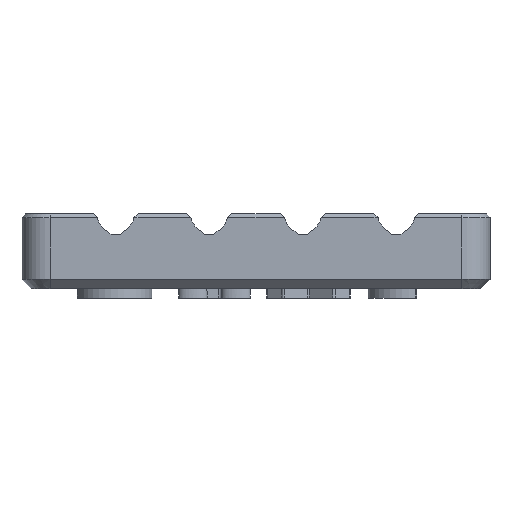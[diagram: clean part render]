
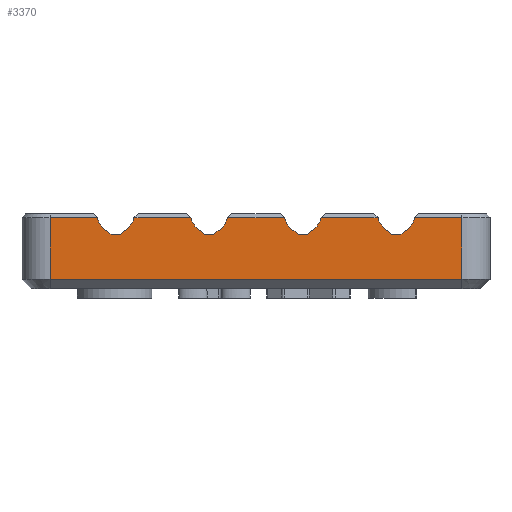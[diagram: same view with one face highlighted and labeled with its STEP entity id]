
A CAD part, front view. The second image highlights one B-rep face of the part: STEP entity #3370.
In plain terms, the highlighted planar face has unit normal (0, -1, 0).
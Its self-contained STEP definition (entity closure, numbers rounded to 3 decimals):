
#143=PLANE('',#3616);
#269=FACE_OUTER_BOUND('',#465,.T.);
#465=EDGE_LOOP('',(#2419,#2420,#2421,#2422,#2423,#2424,#2425,#2426,#2427,
#2428,#2429,#2430,#2431,#2432,#2433,#2434,#2435,#2436,#2437,#2438,#2439,
#2440,#2441,#2442,#2443,#2444,#2445,#2446));
#669=LINE('',#5055,#1015);
#671=LINE('',#5062,#1017);
#702=LINE('',#5148,#1048);
#705=LINE('',#5158,#1051);
#706=LINE('',#5160,#1052);
#707=LINE('',#5162,#1053);
#708=LINE('',#5166,#1054);
#709=LINE('',#5168,#1055);
#710=LINE('',#5170,#1056);
#711=LINE('',#5174,#1057);
#712=LINE('',#5178,#1058);
#713=LINE('',#5180,#1059);
#714=LINE('',#5182,#1060);
#715=LINE('',#5186,#1061);
#716=LINE('',#5190,#1062);
#717=LINE('',#5192,#1063);
#718=LINE('',#5193,#1064);
#719=LINE('',#5197,#1065);
#720=LINE('',#5199,#1066);
#721=LINE('',#5201,#1067);
#1015=VECTOR('',#3987,10.);
#1017=VECTOR('',#3995,10.);
#1048=VECTOR('',#4062,10.);
#1051=VECTOR('',#4075,10.);
#1052=VECTOR('',#4076,10.);
#1053=VECTOR('',#4077,10.);
#1054=VECTOR('',#4080,10.);
#1055=VECTOR('',#4081,10.);
#1056=VECTOR('',#4082,10.);
#1057=VECTOR('',#4085,10.);
#1058=VECTOR('',#4088,10.);
#1059=VECTOR('',#4089,10.);
#1060=VECTOR('',#4090,10.);
#1061=VECTOR('',#4093,10.);
#1062=VECTOR('',#4096,10.);
#1063=VECTOR('',#4097,10.);
#1064=VECTOR('',#4098,10.);
#1065=VECTOR('',#4101,10.);
#1066=VECTOR('',#4102,10.);
#1067=VECTOR('',#4103,10.);
#1363=CIRCLE('',#3615,2.);
#1364=CIRCLE('',#3617,2.);
#1365=CIRCLE('',#3618,2.);
#1366=CIRCLE('',#3619,2.);
#1367=CIRCLE('',#3620,2.);
#1368=CIRCLE('',#3621,2.);
#1369=CIRCLE('',#3622,2.);
#1370=CIRCLE('',#3623,2.);
#1489=VERTEX_POINT('',#5050);
#1490=VERTEX_POINT('',#5054);
#1492=VERTEX_POINT('',#5060);
#1528=VERTEX_POINT('',#5146);
#1529=VERTEX_POINT('',#5147);
#1530=VERTEX_POINT('',#5153);
#1531=VERTEX_POINT('',#5157);
#1532=VERTEX_POINT('',#5159);
#1533=VERTEX_POINT('',#5161);
#1534=VERTEX_POINT('',#5163);
#1535=VERTEX_POINT('',#5165);
#1536=VERTEX_POINT('',#5167);
#1537=VERTEX_POINT('',#5169);
#1538=VERTEX_POINT('',#5171);
#1539=VERTEX_POINT('',#5173);
#1540=VERTEX_POINT('',#5175);
#1541=VERTEX_POINT('',#5177);
#1542=VERTEX_POINT('',#5179);
#1543=VERTEX_POINT('',#5181);
#1544=VERTEX_POINT('',#5183);
#1545=VERTEX_POINT('',#5185);
#1546=VERTEX_POINT('',#5187);
#1547=VERTEX_POINT('',#5189);
#1548=VERTEX_POINT('',#5191);
#1549=VERTEX_POINT('',#5194);
#1550=VERTEX_POINT('',#5196);
#1551=VERTEX_POINT('',#5198);
#1552=VERTEX_POINT('',#5200);
#1825=EDGE_CURVE('',#1489,#1490,#669,.T.);
#1829=EDGE_CURVE('',#1492,#1489,#671,.T.);
#1871=EDGE_CURVE('',#1528,#1529,#702,.T.);
#1875=EDGE_CURVE('',#1530,#1529,#1363,.T.);
#1877=EDGE_CURVE('',#1531,#1492,#705,.T.);
#1878=EDGE_CURVE('',#1532,#1531,#706,.T.);
#1879=EDGE_CURVE('',#1533,#1532,#707,.T.);
#1880=EDGE_CURVE('',#1533,#1534,#1364,.T.);
#1881=EDGE_CURVE('',#1534,#1535,#708,.T.);
#1882=EDGE_CURVE('',#1535,#1536,#709,.T.);
#1883=EDGE_CURVE('',#1536,#1537,#710,.T.);
#1884=EDGE_CURVE('',#1537,#1538,#1365,.T.);
#1885=EDGE_CURVE('',#1539,#1538,#711,.T.);
#1886=EDGE_CURVE('',#1539,#1540,#1366,.T.);
#1887=EDGE_CURVE('',#1540,#1541,#712,.T.);
#1888=EDGE_CURVE('',#1541,#1542,#713,.T.);
#1889=EDGE_CURVE('',#1542,#1543,#714,.T.);
#1890=EDGE_CURVE('',#1543,#1544,#1367,.T.);
#1891=EDGE_CURVE('',#1545,#1544,#715,.T.);
#1892=EDGE_CURVE('',#1545,#1546,#1368,.T.);
#1893=EDGE_CURVE('',#1546,#1547,#716,.T.);
#1894=EDGE_CURVE('',#1547,#1548,#717,.T.);
#1895=EDGE_CURVE('',#1548,#1530,#718,.T.);
#1896=EDGE_CURVE('',#1528,#1549,#1369,.T.);
#1897=EDGE_CURVE('',#1549,#1550,#719,.T.);
#1898=EDGE_CURVE('',#1550,#1551,#720,.T.);
#1899=EDGE_CURVE('',#1551,#1552,#721,.T.);
#1900=EDGE_CURVE('',#1552,#1490,#1370,.T.);
#2419=ORIENTED_EDGE('',*,*,#1825,.F.);
#2420=ORIENTED_EDGE('',*,*,#1829,.F.);
#2421=ORIENTED_EDGE('',*,*,#1877,.F.);
#2422=ORIENTED_EDGE('',*,*,#1878,.F.);
#2423=ORIENTED_EDGE('',*,*,#1879,.F.);
#2424=ORIENTED_EDGE('',*,*,#1880,.T.);
#2425=ORIENTED_EDGE('',*,*,#1881,.T.);
#2426=ORIENTED_EDGE('',*,*,#1882,.T.);
#2427=ORIENTED_EDGE('',*,*,#1883,.T.);
#2428=ORIENTED_EDGE('',*,*,#1884,.T.);
#2429=ORIENTED_EDGE('',*,*,#1885,.F.);
#2430=ORIENTED_EDGE('',*,*,#1886,.T.);
#2431=ORIENTED_EDGE('',*,*,#1887,.T.);
#2432=ORIENTED_EDGE('',*,*,#1888,.T.);
#2433=ORIENTED_EDGE('',*,*,#1889,.T.);
#2434=ORIENTED_EDGE('',*,*,#1890,.T.);
#2435=ORIENTED_EDGE('',*,*,#1891,.F.);
#2436=ORIENTED_EDGE('',*,*,#1892,.T.);
#2437=ORIENTED_EDGE('',*,*,#1893,.T.);
#2438=ORIENTED_EDGE('',*,*,#1894,.T.);
#2439=ORIENTED_EDGE('',*,*,#1895,.T.);
#2440=ORIENTED_EDGE('',*,*,#1875,.T.);
#2441=ORIENTED_EDGE('',*,*,#1871,.F.);
#2442=ORIENTED_EDGE('',*,*,#1896,.T.);
#2443=ORIENTED_EDGE('',*,*,#1897,.T.);
#2444=ORIENTED_EDGE('',*,*,#1898,.T.);
#2445=ORIENTED_EDGE('',*,*,#1899,.T.);
#2446=ORIENTED_EDGE('',*,*,#1900,.T.);
#3370=ADVANCED_FACE('',(#269),#143,.T.);
#3615=AXIS2_PLACEMENT_3D('',#5154,#4070,#4071);
#3616=AXIS2_PLACEMENT_3D('',#5156,#4073,#4074);
#3617=AXIS2_PLACEMENT_3D('',#5164,#4078,#4079);
#3618=AXIS2_PLACEMENT_3D('',#5172,#4083,#4084);
#3619=AXIS2_PLACEMENT_3D('',#5176,#4086,#4087);
#3620=AXIS2_PLACEMENT_3D('',#5184,#4091,#4092);
#3621=AXIS2_PLACEMENT_3D('',#5188,#4094,#4095);
#3622=AXIS2_PLACEMENT_3D('',#5195,#4099,#4100);
#3623=AXIS2_PLACEMENT_3D('',#5202,#4104,#4105);
#3987=DIRECTION('',(1.,0.,0.));
#3995=DIRECTION('',(0.,0.,1.));
#4062=DIRECTION('',(1.,0.,0.));
#4070=DIRECTION('center_axis',(0.,1.,0.));
#4071=DIRECTION('ref_axis',(1.,0.,0.));
#4073=DIRECTION('center_axis',(0.,-1.,0.));
#4074=DIRECTION('ref_axis',(1.,0.,0.));
#4075=DIRECTION('',(-1.,0.,0.));
#4076=DIRECTION('',(0.,0.,-1.));
#4077=DIRECTION('',(1.,0.,0.));
#4078=DIRECTION('center_axis',(0.,1.,0.));
#4079=DIRECTION('ref_axis',(1.,0.,0.));
#4080=DIRECTION('',(-0.766,0.,-0.643));
#4081=DIRECTION('',(-1.,0.,0.));
#4082=DIRECTION('',(-0.766,0.,0.643));
#4083=DIRECTION('center_axis',(0.,1.,0.));
#4084=DIRECTION('ref_axis',(1.,0.,0.));
#4085=DIRECTION('',(1.,0.,0.));
#4086=DIRECTION('center_axis',(0.,1.,0.));
#4087=DIRECTION('ref_axis',(1.,0.,0.));
#4088=DIRECTION('',(-0.766,0.,-0.643));
#4089=DIRECTION('',(-1.,0.,0.));
#4090=DIRECTION('',(-0.766,0.,0.643));
#4091=DIRECTION('center_axis',(0.,1.,0.));
#4092=DIRECTION('ref_axis',(1.,0.,0.));
#4093=DIRECTION('',(1.,0.,0.));
#4094=DIRECTION('center_axis',(0.,1.,0.));
#4095=DIRECTION('ref_axis',(1.,0.,0.));
#4096=DIRECTION('',(-0.766,0.,-0.643));
#4097=DIRECTION('',(-1.,0.,0.));
#4098=DIRECTION('',(-0.766,0.,0.643));
#4099=DIRECTION('center_axis',(0.,1.,0.));
#4100=DIRECTION('ref_axis',(1.,0.,0.));
#4101=DIRECTION('',(-0.766,0.,-0.643));
#4102=DIRECTION('',(-1.,0.,0.));
#4103=DIRECTION('',(-0.766,0.,0.643));
#4104=DIRECTION('center_axis',(0.,1.,0.));
#4105=DIRECTION('ref_axis',(1.,0.,0.));
#5050=CARTESIAN_POINT('',(3.,0.,5.6));
#5054=CARTESIAN_POINT('',(8.04,0.,5.6));
#5055=CARTESIAN_POINT('',(12.5,0.,5.6));
#5060=CARTESIAN_POINT('',(3.,0.,-1.));
#5062=CARTESIAN_POINT('',(3.,0.,0.));
#5146=CARTESIAN_POINT('',(11.96,0.,5.6));
#5147=CARTESIAN_POINT('',(18.04,0.,5.6));
#5148=CARTESIAN_POINT('',(12.5,0.,5.6));
#5153=CARTESIAN_POINT('',(18.714,0.,4.468));
#5154=CARTESIAN_POINT('Origin',(20.,0.,6.));
#5156=CARTESIAN_POINT('Origin',(0.,0.,0.));
#5157=CARTESIAN_POINT('',(47.,0.,-1.));
#5158=CARTESIAN_POINT('',(12.5,0.,-1.));
#5159=CARTESIAN_POINT('',(47.,0.,5.6));
#5160=CARTESIAN_POINT('',(47.,0.,0.));
#5161=CARTESIAN_POINT('',(41.96,0.,5.6));
#5162=CARTESIAN_POINT('',(12.5,0.,5.6));
#5163=CARTESIAN_POINT('',(41.286,0.,4.468));
#5164=CARTESIAN_POINT('Origin',(40.,0.,6.));
#5165=CARTESIAN_POINT('',(40.49,0.,3.8));
#5166=CARTESIAN_POINT('',(28.072,0.,-6.62));
#5167=CARTESIAN_POINT('',(39.51,0.,3.8));
#5168=CARTESIAN_POINT('',(20.245,0.,3.8));
#5169=CARTESIAN_POINT('',(38.714,0.,4.468));
#5170=CARTESIAN_POINT('',(28.853,0.,12.743));
#5171=CARTESIAN_POINT('',(38.04,0.,5.6));
#5172=CARTESIAN_POINT('Origin',(40.,0.,6.));
#5173=CARTESIAN_POINT('',(31.96,0.,5.6));
#5174=CARTESIAN_POINT('',(12.5,0.,5.6));
#5175=CARTESIAN_POINT('',(31.286,0.,4.468));
#5176=CARTESIAN_POINT('Origin',(30.,0.,6.));
#5177=CARTESIAN_POINT('',(30.49,0.,3.8));
#5178=CARTESIAN_POINT('',(21.006,0.,-4.158));
#5179=CARTESIAN_POINT('',(29.51,0.,3.8));
#5180=CARTESIAN_POINT('',(15.245,0.,3.8));
#5181=CARTESIAN_POINT('',(28.714,0.,4.468));
#5182=CARTESIAN_POINT('',(21.787,0.,10.28));
#5183=CARTESIAN_POINT('',(28.04,0.,5.6));
#5184=CARTESIAN_POINT('Origin',(30.,0.,6.));
#5185=CARTESIAN_POINT('',(21.96,0.,5.6));
#5186=CARTESIAN_POINT('',(12.5,0.,5.6));
#5187=CARTESIAN_POINT('',(21.286,0.,4.468));
#5188=CARTESIAN_POINT('Origin',(20.,0.,6.));
#5189=CARTESIAN_POINT('',(20.49,0.,3.8));
#5190=CARTESIAN_POINT('',(13.94,0.,-1.696));
#5191=CARTESIAN_POINT('',(19.51,0.,3.8));
#5192=CARTESIAN_POINT('',(10.245,0.,3.8));
#5193=CARTESIAN_POINT('',(14.721,0.,7.818));
#5194=CARTESIAN_POINT('',(11.286,0.,4.468));
#5195=CARTESIAN_POINT('Origin',(10.,0.,6.));
#5196=CARTESIAN_POINT('',(10.49,0.,3.8));
#5197=CARTESIAN_POINT('',(6.874,0.,0.766));
#5198=CARTESIAN_POINT('',(9.51,0.,3.8));
#5199=CARTESIAN_POINT('',(5.245,0.,3.8));
#5200=CARTESIAN_POINT('',(8.714,0.,4.468));
#5201=CARTESIAN_POINT('',(7.656,0.,5.356));
#5202=CARTESIAN_POINT('Origin',(10.,0.,6.));
